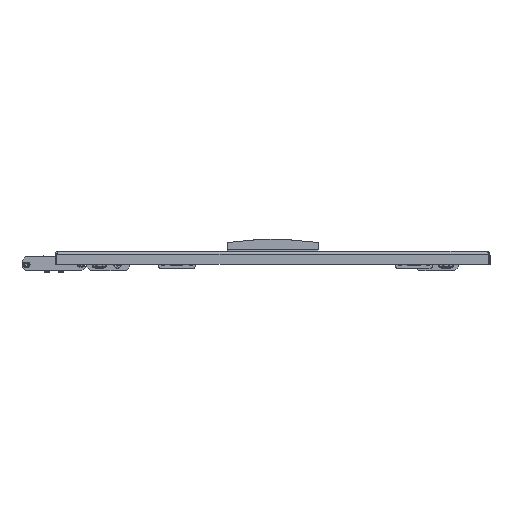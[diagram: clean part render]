
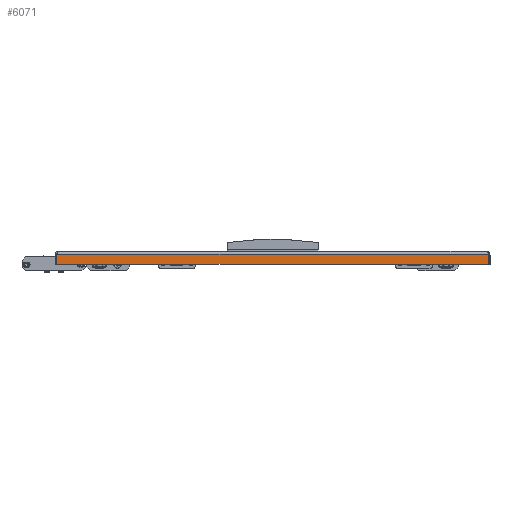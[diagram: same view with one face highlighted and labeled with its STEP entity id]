
A CAD part, left-side view. The second image highlights one B-rep face of the part: STEP entity #6071.
In plain terms, the highlighted planar face has unit normal (-1, 0, 0).
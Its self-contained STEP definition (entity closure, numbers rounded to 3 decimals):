
#1155 = VECTOR ( 'NONE', #33156, 1000. ) ;
#2242 = CARTESIAN_POINT ( 'NONE',  ( -197.5, 298., -16. ) ) ;
#2259 = VERTEX_POINT ( 'NONE', #16455 ) ;
#2309 = CARTESIAN_POINT ( 'NONE',  ( -197.5, -298., -2. ) ) ;
#3195 = AXIS2_PLACEMENT_3D ( 'NONE', #6344, #14290, #24355 ) ;
#4015 = CARTESIAN_POINT ( 'NONE',  ( -197.5, 295.929, -2. ) ) ;
#4592 = ORIENTED_EDGE ( 'NONE', *, *, #10450, .F. ) ;
#5214 = DIRECTION ( 'NONE',  ( 0., -1., 0. ) ) ;
#5700 = LINE ( 'NONE', #13561, #32281 ) ;
#5962 = VECTOR ( 'NONE', #14968, 1000. ) ;
#6071 = ADVANCED_FACE ( 'NONE', ( #15908 ), #9355, .F. ) ;
#6344 = CARTESIAN_POINT ( 'NONE',  ( -197.5, 298., 0. ) ) ;
#6652 = ORIENTED_EDGE ( 'NONE', *, *, #29635, .T. ) ;
#8585 = ORIENTED_EDGE ( 'NONE', *, *, #17967, .F. ) ;
#8735 = ORIENTED_EDGE ( 'NONE', *, *, #19723, .T. ) ;
#9189 = LINE ( 'NONE', #2242, #1155 ) ;
#9355 = PLANE ( 'NONE',  #3195 ) ;
#9678 = CARTESIAN_POINT ( 'NONE',  ( -197.5, -295.929, -2. ) ) ;
#10450 = EDGE_CURVE ( 'NONE', #24184, #13714, #12835, .T. ) ;
#12835 = LINE ( 'NONE', #2309, #28558 ) ;
#13561 = CARTESIAN_POINT ( 'NONE',  ( -197.5, 295.929, -2. ) ) ;
#13714 = VERTEX_POINT ( 'NONE', #9678 ) ;
#13902 = EDGE_LOOP ( 'NONE', ( #6652, #8585, #4592, #8735 ) ) ;
#14290 = DIRECTION ( 'NONE',  ( 1., 0., 0. ) ) ;
#14968 = DIRECTION ( 'NONE',  ( 0., 0., -1. ) ) ;
#15908 = FACE_OUTER_BOUND ( 'NONE', #13902, .T. ) ;
#16455 = CARTESIAN_POINT ( 'NONE',  ( -197.5, 295.929, -16. ) ) ;
#17317 = CARTESIAN_POINT ( 'NONE',  ( -197.5, -295.929, -2. ) ) ;
#17967 = EDGE_CURVE ( 'NONE', #13714, #27859, #20885, .T. ) ;
#19515 = CARTESIAN_POINT ( 'NONE',  ( -197.5, -295.929, -16. ) ) ;
#19723 = EDGE_CURVE ( 'NONE', #24184, #2259, #5700, .T. ) ;
#20885 = LINE ( 'NONE', #17317, #5962 ) ;
#24184 = VERTEX_POINT ( 'NONE', #4015 ) ;
#24355 = DIRECTION ( 'NONE',  ( 0., 0., -1. ) ) ;
#27859 = VERTEX_POINT ( 'NONE', #19515 ) ;
#28558 = VECTOR ( 'NONE', #5214, 1000. ) ;
#29635 = EDGE_CURVE ( 'NONE', #2259, #27859, #9189, .T. ) ;
#31627 = DIRECTION ( 'NONE',  ( 0., 0., -1. ) ) ;
#32281 = VECTOR ( 'NONE', #31627, 1000. ) ;
#33156 = DIRECTION ( 'NONE',  ( 0., -1., 0. ) ) ;
